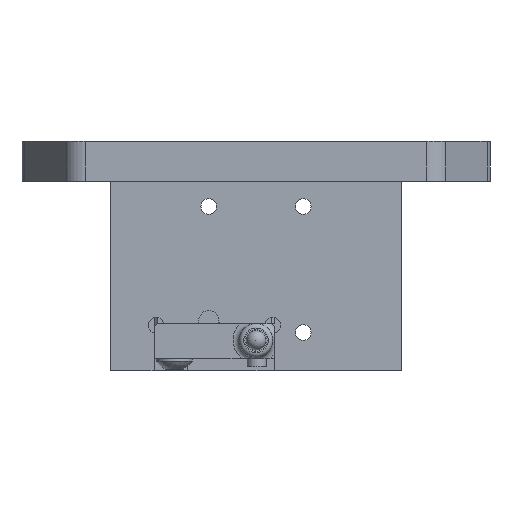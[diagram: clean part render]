
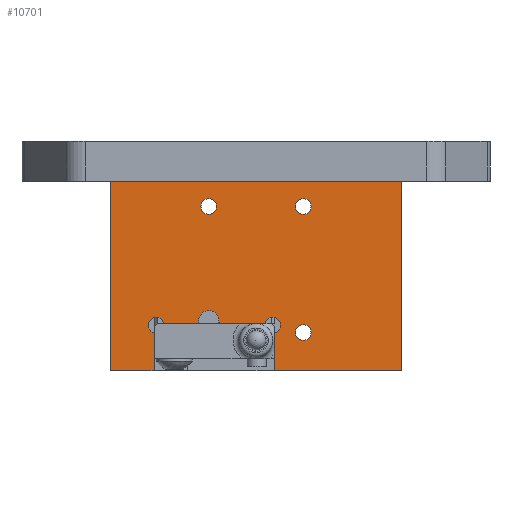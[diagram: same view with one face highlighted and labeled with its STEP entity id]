
A CAD part, front view. The second image highlights one B-rep face of the part: STEP entity #10701.
In plain terms, the highlighted planar face has unit normal (0, -1, 0).
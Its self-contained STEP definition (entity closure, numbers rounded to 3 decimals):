
#645=FACE_BOUND('',#1742,.T.);
#646=FACE_BOUND('',#1743,.T.);
#647=FACE_BOUND('',#1744,.T.);
#758=PLANE('',#11596);
#1095=FACE_OUTER_BOUND('',#1741,.T.);
#1741=EDGE_LOOP('',(#7976,#7977,#7978,#7979,#7980,#7981,#7982,#7983,#7984,
#7985,#7986,#7987,#7988,#7989,#7990,#7991,#7992,#7993));
#1742=EDGE_LOOP('',(#7994));
#1743=EDGE_LOOP('',(#7995));
#1744=EDGE_LOOP('',(#7996));
#2472=LINE('',#16326,#3289);
#2473=LINE('',#16330,#3290);
#2474=LINE('',#16332,#3291);
#2475=LINE('',#16334,#3292);
#2476=LINE('',#16336,#3293);
#2477=LINE('',#16338,#3294);
#2478=LINE('',#16341,#3295);
#2479=LINE('',#16343,#3296);
#2480=LINE('',#16347,#3297);
#2481=LINE('',#16351,#3298);
#2482=LINE('',#16354,#3299);
#3289=VECTOR('',#13353,1000.);
#3290=VECTOR('',#13356,1000.);
#3291=VECTOR('',#13357,1000.);
#3292=VECTOR('',#13358,1000.);
#3293=VECTOR('',#13359,1000.);
#3294=VECTOR('',#13360,1000.);
#3295=VECTOR('',#13363,1000.);
#3296=VECTOR('',#13364,1000.);
#3297=VECTOR('',#13367,1000.);
#3298=VECTOR('',#13370,1000.);
#3299=VECTOR('',#13373,1000.);
#4038=CIRCLE('',#11552,1.25);
#4040=CIRCLE('',#11555,1.25);
#4059=CIRCLE('',#11589,1.25);
#4061=CIRCLE('',#11592,1.25);
#4063=CIRCLE('',#11595,1.25);
#4064=CIRCLE('',#11597,0.25);
#4065=CIRCLE('',#11598,0.25);
#4066=CIRCLE('',#11599,0.25);
#4067=CIRCLE('',#11600,1.6);
#4068=CIRCLE('',#11601,0.25);
#4648=VERTEX_POINT('',#16204);
#4649=VERTEX_POINT('',#16205);
#4655=VERTEX_POINT('',#16233);
#4656=VERTEX_POINT('',#16234);
#4681=VERTEX_POINT('',#16309);
#4683=VERTEX_POINT('',#16315);
#4685=VERTEX_POINT('',#16321);
#4686=VERTEX_POINT('',#16325);
#4687=VERTEX_POINT('',#16327);
#4688=VERTEX_POINT('',#16329);
#4689=VERTEX_POINT('',#16331);
#4690=VERTEX_POINT('',#16333);
#4691=VERTEX_POINT('',#16335);
#4692=VERTEX_POINT('',#16337);
#4693=VERTEX_POINT('',#16339);
#4694=VERTEX_POINT('',#16342);
#4695=VERTEX_POINT('',#16344);
#4696=VERTEX_POINT('',#16346);
#4697=VERTEX_POINT('',#16348);
#4698=VERTEX_POINT('',#16350);
#4699=VERTEX_POINT('',#16352);
#5864=EDGE_CURVE('',#4648,#4649,#4038,.T.);
#5871=EDGE_CURVE('',#4655,#4656,#4040,.T.);
#5907=EDGE_CURVE('',#4681,#4681,#4059,.T.);
#5910=EDGE_CURVE('',#4683,#4683,#4061,.T.);
#5913=EDGE_CURVE('',#4685,#4685,#4063,.T.);
#5914=EDGE_CURVE('',#4686,#4648,#2472,.T.);
#5915=EDGE_CURVE('',#4686,#4687,#4064,.T.);
#5916=EDGE_CURVE('',#4688,#4687,#2473,.T.);
#5917=EDGE_CURVE('',#4688,#4689,#2474,.T.);
#5918=EDGE_CURVE('',#4689,#4690,#2475,.T.);
#5919=EDGE_CURVE('',#4691,#4690,#2476,.T.);
#5920=EDGE_CURVE('',#4692,#4691,#2477,.T.);
#5921=EDGE_CURVE('',#4692,#4693,#4065,.T.);
#5922=EDGE_CURVE('',#4656,#4693,#2478,.T.);
#5923=EDGE_CURVE('',#4694,#4655,#2479,.T.);
#5924=EDGE_CURVE('',#4694,#4695,#4066,.T.);
#5925=EDGE_CURVE('',#4696,#4695,#2480,.T.);
#5926=EDGE_CURVE('',#4697,#4696,#4067,.T.);
#5927=EDGE_CURVE('',#4698,#4697,#2481,.T.);
#5928=EDGE_CURVE('',#4698,#4699,#4068,.T.);
#5929=EDGE_CURVE('',#4649,#4699,#2482,.T.);
#7976=ORIENTED_EDGE('',*,*,#5914,.F.);
#7977=ORIENTED_EDGE('',*,*,#5915,.T.);
#7978=ORIENTED_EDGE('',*,*,#5916,.F.);
#7979=ORIENTED_EDGE('',*,*,#5917,.T.);
#7980=ORIENTED_EDGE('',*,*,#5918,.T.);
#7981=ORIENTED_EDGE('',*,*,#5919,.F.);
#7982=ORIENTED_EDGE('',*,*,#5920,.F.);
#7983=ORIENTED_EDGE('',*,*,#5921,.T.);
#7984=ORIENTED_EDGE('',*,*,#5922,.F.);
#7985=ORIENTED_EDGE('',*,*,#5871,.F.);
#7986=ORIENTED_EDGE('',*,*,#5923,.F.);
#7987=ORIENTED_EDGE('',*,*,#5924,.T.);
#7988=ORIENTED_EDGE('',*,*,#5925,.F.);
#7989=ORIENTED_EDGE('',*,*,#5926,.F.);
#7990=ORIENTED_EDGE('',*,*,#5927,.F.);
#7991=ORIENTED_EDGE('',*,*,#5928,.T.);
#7992=ORIENTED_EDGE('',*,*,#5929,.F.);
#7993=ORIENTED_EDGE('',*,*,#5864,.F.);
#7994=ORIENTED_EDGE('',*,*,#5907,.F.);
#7995=ORIENTED_EDGE('',*,*,#5910,.F.);
#7996=ORIENTED_EDGE('',*,*,#5913,.F.);
#10701=ADVANCED_FACE('',(#1095,#645,#646,#647),#758,.F.);
#11552=AXIS2_PLACEMENT_3D('',#16206,#13241,#13242);
#11555=AXIS2_PLACEMENT_3D('',#16235,#13250,#13251);
#11589=AXIS2_PLACEMENT_3D('',#16311,#13335,#13336);
#11592=AXIS2_PLACEMENT_3D('',#16317,#13342,#13343);
#11595=AXIS2_PLACEMENT_3D('',#16323,#13349,#13350);
#11596=AXIS2_PLACEMENT_3D('',#16324,#13351,#13352);
#11597=AXIS2_PLACEMENT_3D('',#16328,#13354,#13355);
#11598=AXIS2_PLACEMENT_3D('',#16340,#13361,#13362);
#11599=AXIS2_PLACEMENT_3D('',#16345,#13365,#13366);
#11600=AXIS2_PLACEMENT_3D('',#16349,#13368,#13369);
#11601=AXIS2_PLACEMENT_3D('',#16353,#13371,#13372);
#13241=DIRECTION('center_axis',(0.,-1.,0.));
#13242=DIRECTION('ref_axis',(0.,0.,1.));
#13250=DIRECTION('center_axis',(0.,-1.,0.));
#13251=DIRECTION('ref_axis',(0.,0.,1.));
#13335=DIRECTION('center_axis',(0.,-1.,0.));
#13336=DIRECTION('ref_axis',(0.,0.,-1.));
#13342=DIRECTION('center_axis',(0.,-1.,0.));
#13343=DIRECTION('ref_axis',(0.,0.,-1.));
#13349=DIRECTION('center_axis',(0.,-1.,0.));
#13350=DIRECTION('ref_axis',(0.,0.,-1.));
#13351=DIRECTION('center_axis',(0.,1.,0.));
#13352=DIRECTION('ref_axis',(0.,0.,1.));
#13353=DIRECTION('',(0.,0.,1.));
#13354=DIRECTION('center_axis',(0.,-1.,0.));
#13355=DIRECTION('ref_axis',(0.,0.,1.));
#13356=DIRECTION('',(-1.,0.,0.));
#13357=DIRECTION('',(0.,0.,1.));
#13358=DIRECTION('',(-1.,0.,0.));
#13359=DIRECTION('',(0.,0.,1.));
#13360=DIRECTION('',(-1.,0.,0.));
#13361=DIRECTION('center_axis',(0.,-1.,0.));
#13362=DIRECTION('ref_axis',(0.,0.,1.));
#13363=DIRECTION('',(0.,0.,-1.));
#13364=DIRECTION('',(-1.,0.,0.));
#13365=DIRECTION('center_axis',(0.,-1.,0.));
#13366=DIRECTION('ref_axis',(0.,0.,1.));
#13367=DIRECTION('',(0.,0.,-1.));
#13368=DIRECTION('center_axis',(0.,-1.,0.));
#13369=DIRECTION('ref_axis',(0.,0.,1.));
#13370=DIRECTION('',(0.,0.,1.));
#13371=DIRECTION('center_axis',(0.,-1.,0.));
#13372=DIRECTION('ref_axis',(0.,0.,1.));
#13373=DIRECTION('',(-1.,0.,0.));
#16204=CARTESIAN_POINT('',(2.9,-27.245,-24.075));
#16205=CARTESIAN_POINT('',(1.425,-27.245,-22.6));
#16206=CARTESIAN_POINT('Origin',(2.65,-27.245,-22.85));
#16233=CARTESIAN_POINT('',(-14.625,-27.245,-22.6));
#16234=CARTESIAN_POINT('',(-16.1,-27.245,-24.075));
#16235=CARTESIAN_POINT('Origin',(-15.85,-27.245,-22.85));
#16309=CARTESIAN_POINT('',(7.5,-27.245,-22.75));
#16311=CARTESIAN_POINT('Origin',(7.5,-27.245,-24.));
#16315=CARTESIAN_POINT('',(7.5,-27.245,-2.75));
#16317=CARTESIAN_POINT('Origin',(7.5,-27.245,-4.));
#16321=CARTESIAN_POINT('',(-7.5,-27.245,-2.75));
#16323=CARTESIAN_POINT('Origin',(-7.5,-27.245,-4.));
#16324=CARTESIAN_POINT('Origin',(23.175,-27.245,-30.05));
#16325=CARTESIAN_POINT('',(2.9,-27.245,-29.8));
#16326=CARTESIAN_POINT('',(2.9,-27.245,-22.6));
#16327=CARTESIAN_POINT('',(3.15,-27.245,-30.05));
#16328=CARTESIAN_POINT('Origin',(3.15,-27.245,-29.8));
#16329=CARTESIAN_POINT('',(23.175,-27.245,-30.05));
#16330=CARTESIAN_POINT('',(23.175,-27.245,-30.05));
#16331=CARTESIAN_POINT('',(23.175,-27.245,0.));
#16332=CARTESIAN_POINT('',(23.175,-27.245,-30.05));
#16333=CARTESIAN_POINT('',(-23.175,-27.245,0.));
#16334=CARTESIAN_POINT('',(23.175,-27.245,0.));
#16335=CARTESIAN_POINT('',(-23.175,-27.245,-30.05));
#16336=CARTESIAN_POINT('',(-23.175,-27.245,-30.05));
#16337=CARTESIAN_POINT('',(-16.35,-27.245,-30.05));
#16338=CARTESIAN_POINT('',(23.175,-27.245,-30.05));
#16339=CARTESIAN_POINT('',(-16.1,-27.245,-29.8));
#16340=CARTESIAN_POINT('Origin',(-16.35,-27.245,-29.8));
#16341=CARTESIAN_POINT('',(-16.1,-27.245,-30.05));
#16342=CARTESIAN_POINT('',(-9.35,-27.245,-22.6));
#16343=CARTESIAN_POINT('',(-16.1,-27.245,-22.6));
#16344=CARTESIAN_POINT('',(-9.1,-27.245,-22.35));
#16345=CARTESIAN_POINT('Origin',(-9.35,-27.245,-22.35));
#16346=CARTESIAN_POINT('',(-9.1,-27.245,-22.1));
#16347=CARTESIAN_POINT('',(-9.1,-27.245,-24.));
#16348=CARTESIAN_POINT('',(-5.9,-27.245,-22.1));
#16349=CARTESIAN_POINT('Origin',(-7.5,-27.245,-22.1));
#16350=CARTESIAN_POINT('',(-5.9,-27.245,-22.35));
#16351=CARTESIAN_POINT('',(-5.9,-27.245,-24.));
#16352=CARTESIAN_POINT('',(-5.65,-27.245,-22.6));
#16353=CARTESIAN_POINT('Origin',(-5.65,-27.245,-22.35));
#16354=CARTESIAN_POINT('',(-16.1,-27.245,-22.6));
